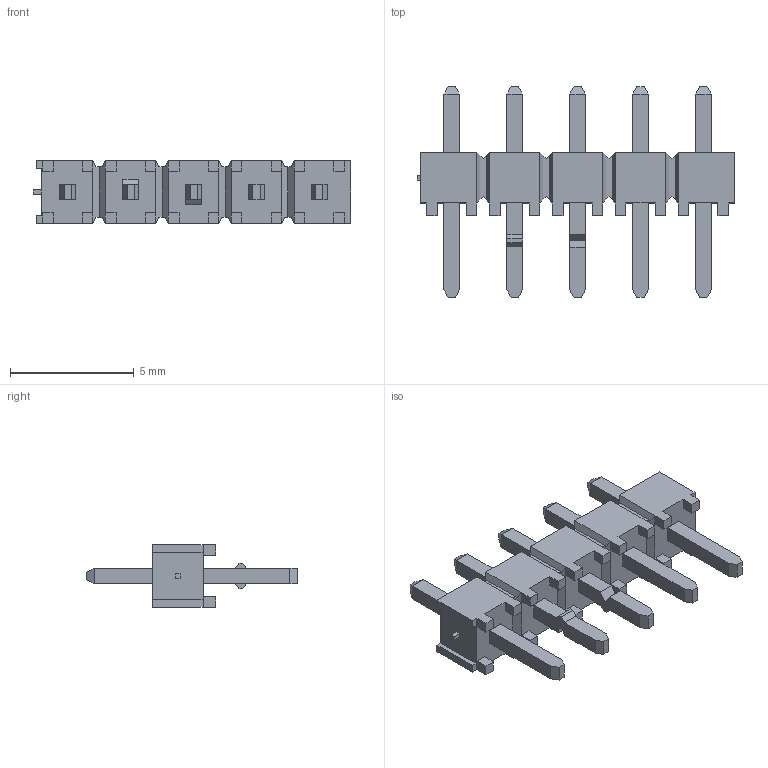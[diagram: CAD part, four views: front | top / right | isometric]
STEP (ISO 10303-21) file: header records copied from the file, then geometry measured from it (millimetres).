
FILE_DESCRIPTION(/* description */ ('STEP AP203'),/* implementation_level */ '2;1');
FILE_NAME(/* name */ 'TSW-105-05-L-S-LL',/* time_stamp */ '2025-11-30T02:02:55+01:00',/* author */ ('License CC BY-ND 4.0'),/* organization */ ('CADENAS'),/* preprocessor_version */ 'ST-DEVELOPER v20',/* originating_system */ 'PARTsolutions',/* authorisation */ ' ');
FILE_SCHEMA (('CONFIG_CONTROL_DESIGN'));
Length unit declared in the file: inch
Products named in the file (3): TSW-105-05-L-S-LL; TSW-105-05-L-S-LL_body; T-1S6-21-TSW-1-05-5-S-LL
Assembly tree (2 placements, depth 2):
  TSW-105-05-L-S-LL
    TSW-105-05-L-S-LL_body
    T-1S6-21-TSW-1-05-5-S-LL
Bounding box: 12.83 x 8.51 x 2.54 mm (x, y, z)
Volume: 77.6 mm3; surface area: 298.1 mm2
Topology: 2 solids, 2 shells, 271 faces, 700 edges, 444 vertices
Faces by surface type: plane 271
Entity records: 8071 total; most frequent: CARTESIAN_POINT 1418, ORIENTED_EDGE 1400, DIRECTION 1248, EDGE_CURVE 700, LINE 700, VECTOR 700, VERTEX_POINT 444, EDGE_LOOP 292
